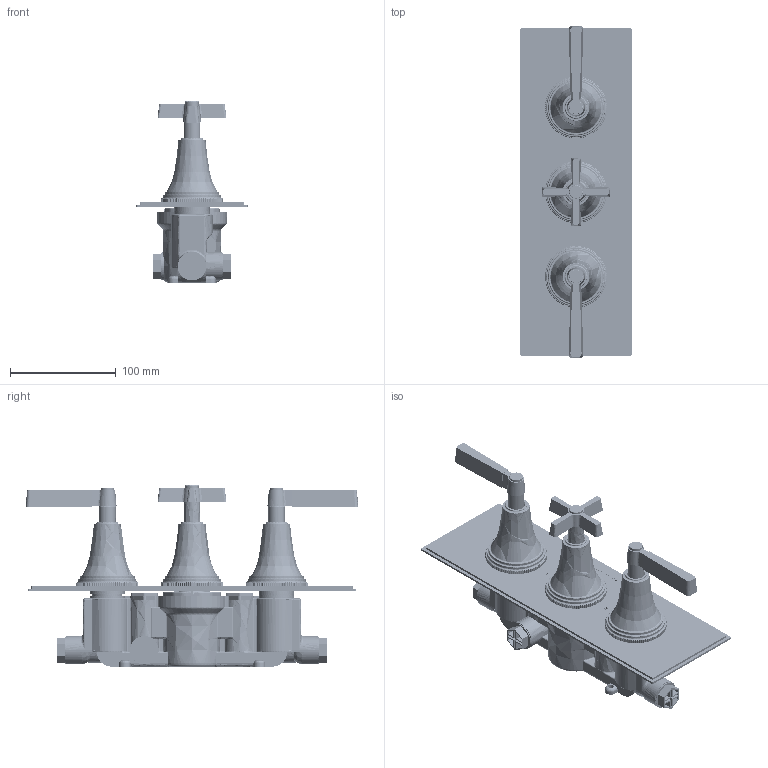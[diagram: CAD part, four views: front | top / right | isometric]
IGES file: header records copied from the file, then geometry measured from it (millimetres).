
Global section: file name: V602-H-TM; native system: Autodesk Inventor 2018; preprocessor: unknown; author: adaniels; date: 20171213.144520; units: millimetre
Bounding box: 105 x 313.83 x 171.29 mm (x, y, z)
Volume: 705566 mm3; surface area: 379691 mm2
Topology: 82 solids, 87 shells, 4611 faces, 11630 edges, 7362 vertices
Faces by surface type: bspline 4611
